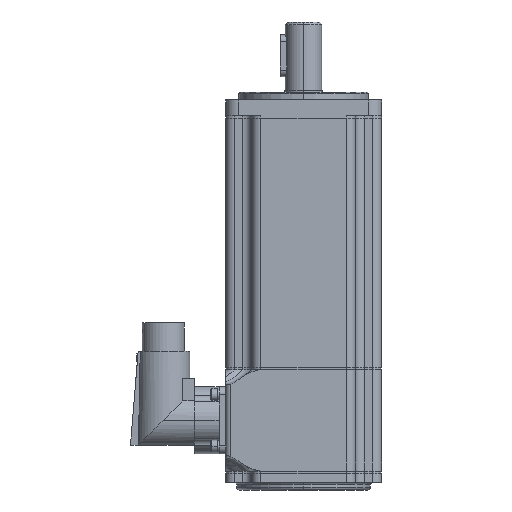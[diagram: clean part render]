
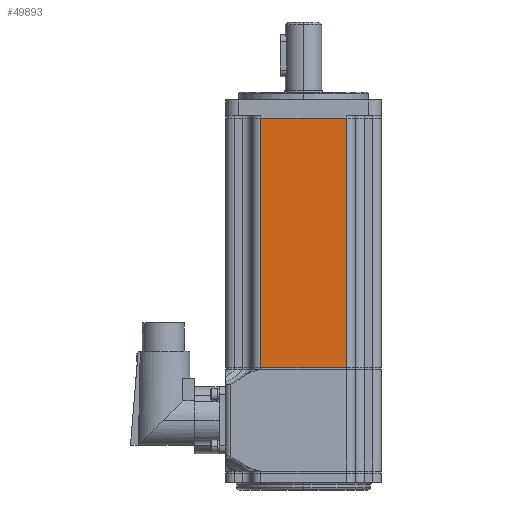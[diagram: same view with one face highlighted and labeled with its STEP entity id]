
A CAD part, left-side view. The second image highlights one B-rep face of the part: STEP entity #49893.
In plain terms, the highlighted planar face has unit normal (-1, 0, 0).
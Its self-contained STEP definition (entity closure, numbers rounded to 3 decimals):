
#332 = DIRECTION ( 'NONE',  ( 0., 0., -1. ) ) ;
#933 = AXIS2_PLACEMENT_3D ( 'NONE', #47909, #24225, #332 ) ;
#1388 = VERTEX_POINT ( 'NONE', #44229 ) ;
#2653 = VECTOR ( 'NONE', #43117, 1000. ) ;
#3658 = VECTOR ( 'NONE', #24429, 1000. ) ;
#4175 = EDGE_CURVE ( 'NONE', #1388, #9127, #44836, .T. ) ;
#7187 = CARTESIAN_POINT ( 'NONE',  ( -30., 16.5, -97. ) ) ;
#7299 = ORIENTED_EDGE ( 'NONE', *, *, #29012, .T. ) ;
#8378 = CARTESIAN_POINT ( 'NONE',  ( -30., -16.5, -97. ) ) ;
#9127 = VERTEX_POINT ( 'NONE', #18228 ) ;
#10310 = LINE ( 'NONE', #41510, #28975 ) ;
#11004 = EDGE_CURVE ( 'NONE', #1388, #17651, #11932, .T. ) ;
#11932 = LINE ( 'NONE', #27652, #33122 ) ;
#13271 = LINE ( 'NONE', #7187, #2653 ) ;
#16837 = EDGE_LOOP ( 'NONE', ( #18082, #22103, #7299, #45971 ) ) ;
#17651 = VERTEX_POINT ( 'NONE', #18318 ) ;
#18082 = ORIENTED_EDGE ( 'NONE', *, *, #11004, .F. ) ;
#18228 = CARTESIAN_POINT ( 'NONE',  ( -30., -16.5, -1. ) ) ;
#18318 = CARTESIAN_POINT ( 'NONE',  ( -30., 16.5, -97. ) ) ;
#22103 = ORIENTED_EDGE ( 'NONE', *, *, #4175, .T. ) ;
#24225 = DIRECTION ( 'NONE',  ( 1., 0., 0. ) ) ;
#24429 = DIRECTION ( 'NONE',  ( 0., 0., 1. ) ) ;
#27652 = CARTESIAN_POINT ( 'NONE',  ( -30., -20., -97. ) ) ;
#28650 = CARTESIAN_POINT ( 'NONE',  ( -30., 16.5, -1. ) ) ;
#28975 = VECTOR ( 'NONE', #49540, 1000. ) ;
#29012 = EDGE_CURVE ( 'NONE', #9127, #31031, #10310, .T. ) ;
#31031 = VERTEX_POINT ( 'NONE', #28650 ) ;
#33122 = VECTOR ( 'NONE', #47705, 1000. ) ;
#37028 = EDGE_CURVE ( 'NONE', #31031, #17651, #13271, .T. ) ;
#41510 = CARTESIAN_POINT ( 'NONE',  ( -30., -20., -1. ) ) ;
#42312 = FACE_OUTER_BOUND ( 'NONE', #16837, .T. ) ;
#43117 = DIRECTION ( 'NONE',  ( 0., 0., -1. ) ) ;
#44229 = CARTESIAN_POINT ( 'NONE',  ( -30., -16.5, -97. ) ) ;
#44836 = LINE ( 'NONE', #8378, #3658 ) ;
#45971 = ORIENTED_EDGE ( 'NONE', *, *, #37028, .T. ) ;
#47705 = DIRECTION ( 'NONE',  ( 0., 1., 0. ) ) ;
#47909 = CARTESIAN_POINT ( 'NONE',  ( -30., -20., -97. ) ) ;
#48089 = PLANE ( 'NONE',  #933 ) ;
#49540 = DIRECTION ( 'NONE',  ( 0., 1., 0. ) ) ;
#49893 = ADVANCED_FACE ( 'NONE', ( #42312 ), #48089, .F. ) ;
